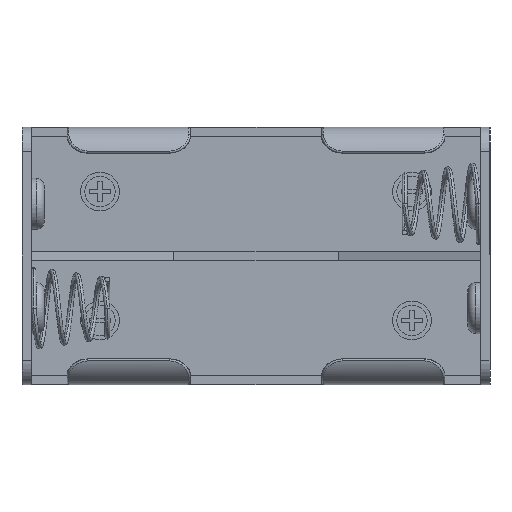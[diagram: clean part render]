
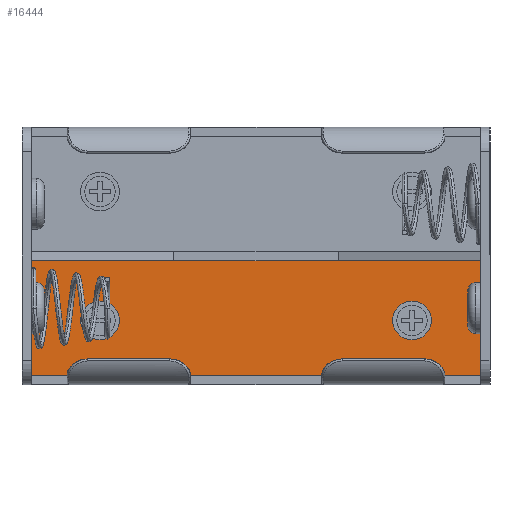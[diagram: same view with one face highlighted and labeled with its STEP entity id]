
A CAD part, front view. The second image highlights one B-rep face of the part: STEP entity #16444.
In plain terms, the highlighted planar face has unit normal (0, -1, 0).
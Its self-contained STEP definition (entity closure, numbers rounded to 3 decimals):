
#164 = DIRECTION ( 'NONE',  ( 0., 1., 0. ) ) ;
#487 = DIRECTION ( 'NONE',  ( 0., 0., 1. ) ) ;
#1290 = ORIENTED_EDGE ( 'NONE', *, *, #14097, .F. ) ;
#1646 = AXIS2_PLACEMENT_3D ( 'NONE', #1892, #13054, #21992 ) ;
#1892 = CARTESIAN_POINT ( 'NONE',  ( 19., -1.55, 0. ) ) ;
#1984 = EDGE_CURVE ( 'NONE', #26594, #10808, #15799, .T. ) ;
#2125 = ORIENTED_EDGE ( 'NONE', *, *, #8769, .T. ) ;
#2761 = DIRECTION ( 'NONE',  ( 0., 0., -1. ) ) ;
#3105 = FACE_BOUND ( 'NONE', #23201, .T. ) ;
#3667 = ORIENTED_EDGE ( 'NONE', *, *, #27551, .F. ) ;
#4696 = VECTOR ( 'NONE', #6996, 1000. ) ;
#6646 = DIRECTION ( 'NONE',  ( -1., 0., 0. ) ) ;
#6718 = CARTESIAN_POINT ( 'NONE',  ( 27.4, -1.55, -6.742 ) ) ;
#6797 = EDGE_CURVE ( 'NONE', #10808, #26594, #26173, .T. ) ;
#6949 = CARTESIAN_POINT ( 'NONE',  ( 0., -1.55, -6.742 ) ) ;
#6996 = DIRECTION ( 'NONE',  ( 0., 0., -1. ) ) ;
#7166 = LINE ( 'NONE', #18971, #23823 ) ;
#7478 = VECTOR ( 'NONE', #14577, 1000. ) ;
#7498 = ORIENTED_EDGE ( 'NONE', *, *, #6797, .T. ) ;
#7562 = ORIENTED_EDGE ( 'NONE', *, *, #20611, .T. ) ;
#7598 = VECTOR ( 'NONE', #19174, 1000. ) ;
#8769 = EDGE_CURVE ( 'NONE', #23104, #23140, #16529, .T. ) ;
#8938 = VERTEX_POINT ( 'NONE', #20442 ) ;
#9094 = CARTESIAN_POINT ( 'NONE',  ( -19., -1.55, 2.35 ) ) ;
#9354 = CARTESIAN_POINT ( 'NONE',  ( -27.4, -1.55, 0. ) ) ;
#10250 = LINE ( 'NONE', #23903, #7478 ) ;
#10314 = CARTESIAN_POINT ( 'NONE',  ( 27.4, -1.55, 0. ) ) ;
#10808 = VERTEX_POINT ( 'NONE', #25476 ) ;
#11817 = CARTESIAN_POINT ( 'NONE',  ( -27.4, -1.55, -6.742 ) ) ;
#12595 = CARTESIAN_POINT ( 'NONE',  ( -19., -1.55, 0. ) ) ;
#12747 = CARTESIAN_POINT ( 'NONE',  ( 27.4, -1.55, 7.292 ) ) ;
#13054 = DIRECTION ( 'NONE',  ( 0., 1., 0. ) ) ;
#13894 = DIRECTION ( 'NONE',  ( 0., 0., 1. ) ) ;
#13908 = VERTEX_POINT ( 'NONE', #11817 ) ;
#14097 = EDGE_CURVE ( 'NONE', #28416, #19582, #10250, .T. ) ;
#14127 = PLANE ( 'NONE',  #23067 ) ;
#14464 = EDGE_CURVE ( 'NONE', #23140, #23104, #18780, .T. ) ;
#14577 = DIRECTION ( 'NONE',  ( 1., 0., 0. ) ) ;
#14685 = DIRECTION ( 'NONE',  ( 0., 0., 1. ) ) ;
#15357 = VECTOR ( 'NONE', #6646, 1000. ) ;
#15799 = CIRCLE ( 'NONE', #1646, 2.35 ) ;
#16444 = ADVANCED_FACE ( 'NONE', ( #17594, #24355, #3105 ), #14127, .T. ) ;
#16529 = CIRCLE ( 'NONE', #19547, 2.35 ) ;
#16769 = DIRECTION ( 'NONE',  ( 0., 1., 0. ) ) ;
#16969 = DIRECTION ( 'NONE',  ( 0., -1., 0. ) ) ;
#17594 = FACE_OUTER_BOUND ( 'NONE', #26706, .T. ) ;
#17653 = CARTESIAN_POINT ( 'NONE',  ( -19., -1.55, 0. ) ) ;
#18745 = CARTESIAN_POINT ( 'NONE',  ( -27.4, -1.55, 6.192 ) ) ;
#18780 = CIRCLE ( 'NONE', #22052, 2.35 ) ;
#18971 = CARTESIAN_POINT ( 'NONE',  ( -27.4, -1.55, 0. ) ) ;
#19068 = CARTESIAN_POINT ( 'NONE',  ( 27.4, -1.55, 0. ) ) ;
#19136 = ORIENTED_EDGE ( 'NONE', *, *, #21804, .T. ) ;
#19174 = DIRECTION ( 'NONE',  ( 0., 0., -1. ) ) ;
#19203 = LINE ( 'NONE', #19068, #23088 ) ;
#19547 = AXIS2_PLACEMENT_3D ( 'NONE', #17653, #24410, #24512 ) ;
#19582 = VERTEX_POINT ( 'NONE', #12747 ) ;
#19834 = VERTEX_POINT ( 'NONE', #6718 ) ;
#20356 = LINE ( 'NONE', #10314, #7598 ) ;
#20442 = CARTESIAN_POINT ( 'NONE',  ( 27.4, -1.55, 6.192 ) ) ;
#20611 = EDGE_CURVE ( 'NONE', #23842, #13908, #26656, .T. ) ;
#20715 = AXIS2_PLACEMENT_3D ( 'NONE', #27472, #164, #13894 ) ;
#21804 = EDGE_CURVE ( 'NONE', #28416, #23842, #7166, .T. ) ;
#21992 = DIRECTION ( 'NONE',  ( 0., 0., 1. ) ) ;
#22025 = EDGE_CURVE ( 'NONE', #8938, #19834, #19203, .T. ) ;
#22030 = EDGE_LOOP ( 'NONE', ( #29210, #7498 ) ) ;
#22052 = AXIS2_PLACEMENT_3D ( 'NONE', #12595, #16769, #14685 ) ;
#23067 = AXIS2_PLACEMENT_3D ( 'NONE', #27801, #16969, #487 ) ;
#23088 = VECTOR ( 'NONE', #28377, 1000. ) ;
#23104 = VERTEX_POINT ( 'NONE', #27255 ) ;
#23140 = VERTEX_POINT ( 'NONE', #9094 ) ;
#23201 = EDGE_LOOP ( 'NONE', ( #2125, #28915 ) ) ;
#23773 = ORIENTED_EDGE ( 'NONE', *, *, #26503, .F. ) ;
#23823 = VECTOR ( 'NONE', #2761, 1000. ) ;
#23842 = VERTEX_POINT ( 'NONE', #18745 ) ;
#23896 = CARTESIAN_POINT ( 'NONE',  ( -27.4, -1.55, 7.292 ) ) ;
#23903 = CARTESIAN_POINT ( 'NONE',  ( -27.4, -1.55, 7.292 ) ) ;
#23943 = CARTESIAN_POINT ( 'NONE',  ( 19., -1.55, -2.35 ) ) ;
#24355 = FACE_BOUND ( 'NONE', #22030, .T. ) ;
#24410 = DIRECTION ( 'NONE',  ( 0., 1., 0. ) ) ;
#24512 = DIRECTION ( 'NONE',  ( 0., 0., 1. ) ) ;
#25337 = LINE ( 'NONE', #6949, #15357 ) ;
#25476 = CARTESIAN_POINT ( 'NONE',  ( 19., -1.55, 2.35 ) ) ;
#26059 = ORIENTED_EDGE ( 'NONE', *, *, #22025, .F. ) ;
#26173 = CIRCLE ( 'NONE', #20715, 2.35 ) ;
#26503 = EDGE_CURVE ( 'NONE', #19582, #8938, #20356, .T. ) ;
#26594 = VERTEX_POINT ( 'NONE', #23943 ) ;
#26656 = LINE ( 'NONE', #9354, #4696 ) ;
#26706 = EDGE_LOOP ( 'NONE', ( #19136, #7562, #3667, #26059, #23773, #1290 ) ) ;
#27255 = CARTESIAN_POINT ( 'NONE',  ( -19., -1.55, -2.35 ) ) ;
#27472 = CARTESIAN_POINT ( 'NONE',  ( 19., -1.55, 0. ) ) ;
#27551 = EDGE_CURVE ( 'NONE', #19834, #13908, #25337, .T. ) ;
#27801 = CARTESIAN_POINT ( 'NONE',  ( 0., -1.55, 0. ) ) ;
#28377 = DIRECTION ( 'NONE',  ( 0., 0., -1. ) ) ;
#28416 = VERTEX_POINT ( 'NONE', #23896 ) ;
#28915 = ORIENTED_EDGE ( 'NONE', *, *, #14464, .T. ) ;
#29210 = ORIENTED_EDGE ( 'NONE', *, *, #1984, .T. ) ;
